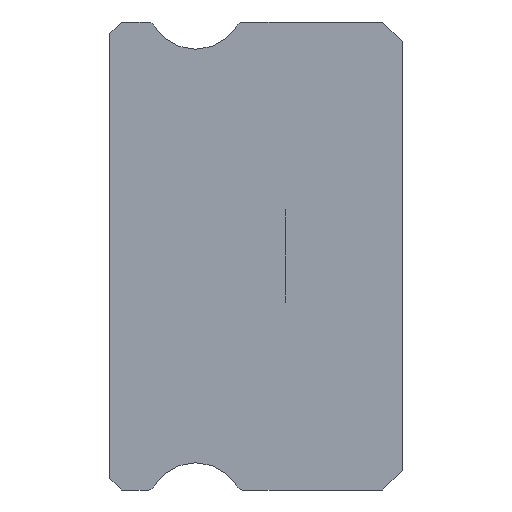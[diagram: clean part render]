
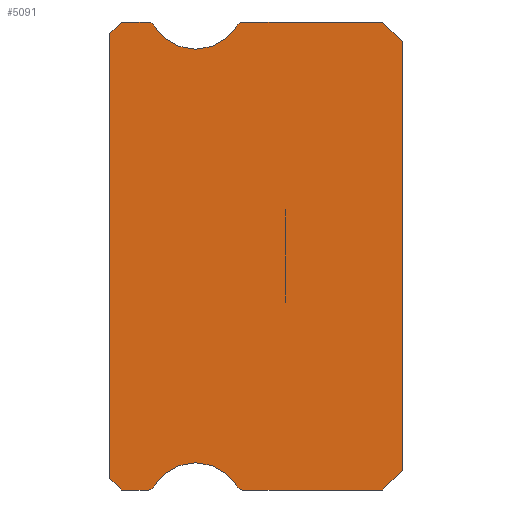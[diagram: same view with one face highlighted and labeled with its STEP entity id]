
A CAD part, left-side view. The second image highlights one B-rep face of the part: STEP entity #5091.
In plain terms, the highlighted planar face has unit normal (-1, 0, 0).
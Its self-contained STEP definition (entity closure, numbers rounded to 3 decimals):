
#48 = DIRECTION ( 'NONE',  ( 0., -1., 0. ) ) ;
#269 = DIRECTION ( 'NONE',  ( 0., 0., -1. ) ) ;
#298 = DIRECTION ( 'NONE',  ( 0., 0., -1. ) ) ;
#359 = AXIS2_PLACEMENT_3D ( 'NONE', #759, #6374, #799 ) ;
#457 = ORIENTED_EDGE ( 'NONE', *, *, #7233, .F. ) ;
#462 = DIRECTION ( 'NONE',  ( 0., 0., 1. ) ) ;
#465 = VERTEX_POINT ( 'NONE', #882 ) ;
#504 = VECTOR ( 'NONE', #7386, 1000. ) ;
#610 = LINE ( 'NONE', #5554, #504 ) ;
#682 = LINE ( 'NONE', #3911, #7027 ) ;
#684 = CIRCLE ( 'NONE', #3817, 1.25 ) ;
#701 = DIRECTION ( 'NONE',  ( 1., 0., 0. ) ) ;
#744 = DIRECTION ( 'NONE',  ( 0., 0., -1. ) ) ;
#759 = CARTESIAN_POINT ( 'NONE',  ( -7.5, 4.088, -5.85 ) ) ;
#769 = LINE ( 'NONE', #808, #6712 ) ;
#780 = ORIENTED_EDGE ( 'NONE', *, *, #2501, .F. ) ;
#799 = DIRECTION ( 'NONE',  ( 0., 0., -1. ) ) ;
#808 = CARTESIAN_POINT ( 'NONE',  ( -7.5, 0., -5.5 ) ) ;
#882 = CARTESIAN_POINT ( 'NONE',  ( -7.5, 0.5, -6. ) ) ;
#921 = LINE ( 'NONE', #6412, #3107 ) ;
#939 = DIRECTION ( 'NONE',  ( 1., 0., 0. ) ) ;
#1033 = VERTEX_POINT ( 'NONE', #3466 ) ;
#1157 = VECTOR ( 'NONE', #4575, 1000. ) ;
#1159 = DIRECTION ( 'NONE',  ( 0., 0., -1. ) ) ;
#1180 = VECTOR ( 'NONE', #1218, 1000. ) ;
#1191 = VERTEX_POINT ( 'NONE', #4641 ) ;
#1218 = DIRECTION ( 'NONE',  ( 0., 0.707, -0.707 ) ) ;
#1419 = CARTESIAN_POINT ( 'NONE',  ( -7.5, 7.5, -5.7 ) ) ;
#1461 = DIRECTION ( 'NONE',  ( 0., -1., 0. ) ) ;
#1493 = DIRECTION ( 'NONE',  ( -1., 0., 0. ) ) ;
#1508 = CARTESIAN_POINT ( 'NONE',  ( -7.5, 0.5, 6. ) ) ;
#1563 = LINE ( 'NONE', #6576, #5824 ) ;
#1644 = ORIENTED_EDGE ( 'NONE', *, *, #4439, .T. ) ;
#1813 = AXIS2_PLACEMENT_3D ( 'NONE', #7757, #2826, #3441 ) ;
#1825 = CARTESIAN_POINT ( 'NONE',  ( -7.5, 6.512, -5.85 ) ) ;
#1842 = CARTESIAN_POINT ( 'NONE',  ( -7.5, 6.383, -5.925 ) ) ;
#2016 = CARTESIAN_POINT ( 'NONE',  ( -7.5, 6.383, 5.925 ) ) ;
#2098 = LINE ( 'NONE', #3354, #1157 ) ;
#2118 = CARTESIAN_POINT ( 'NONE',  ( -7.5, 6.512, 5.85 ) ) ;
#2165 = ORIENTED_EDGE ( 'NONE', *, *, #7569, .F. ) ;
#2434 = VERTEX_POINT ( 'NONE', #2765 ) ;
#2457 = CARTESIAN_POINT ( 'NONE',  ( -7.5, 7.2, -6. ) ) ;
#2478 = VERTEX_POINT ( 'NONE', #1419 ) ;
#2482 = LINE ( 'NONE', #7403, #1180 ) ;
#2501 = EDGE_CURVE ( 'NONE', #3485, #465, #769, .T. ) ;
#2548 = ORIENTED_EDGE ( 'NONE', *, *, #7215, .T. ) ;
#2580 = CIRCLE ( 'NONE', #1813, 0.15 ) ;
#2648 = CIRCLE ( 'NONE', #3822, 1.25 ) ;
#2765 = CARTESIAN_POINT ( 'NONE',  ( -7.5, 4.088, -6. ) ) ;
#2826 = DIRECTION ( 'NONE',  ( 1., 0., 0. ) ) ;
#2918 = LINE ( 'NONE', #8035, #3643 ) ;
#2923 = CARTESIAN_POINT ( 'NONE',  ( -7.5, 0., -5.5 ) ) ;
#3056 = EDGE_CURVE ( 'NONE', #2478, #7664, #1563, .T. ) ;
#3085 = ORIENTED_EDGE ( 'NONE', *, *, #7365, .T. ) ;
#3107 = VECTOR ( 'NONE', #5969, 1000. ) ;
#3212 = VERTEX_POINT ( 'NONE', #1842 ) ;
#3239 = CIRCLE ( 'NONE', #7798, 0.15 ) ;
#3354 = CARTESIAN_POINT ( 'NONE',  ( -7.5, 0.5, 6. ) ) ;
#3369 = DIRECTION ( 'NONE',  ( 0., 0.707, -0.707 ) ) ;
#3375 = AXIS2_PLACEMENT_3D ( 'NONE', #2118, #939, #5910 ) ;
#3386 = FACE_OUTER_BOUND ( 'NONE', #6158, .T. ) ;
#3441 = DIRECTION ( 'NONE',  ( 0., 0., -1. ) ) ;
#3466 = CARTESIAN_POINT ( 'NONE',  ( -7.5, 7.2, 6. ) ) ;
#3485 = VERTEX_POINT ( 'NONE', #2923 ) ;
#3502 = AXIS2_PLACEMENT_3D ( 'NONE', #6006, #5883, #269 ) ;
#3568 = ORIENTED_EDGE ( 'NONE', *, *, #6563, .T. ) ;
#3618 = ORIENTED_EDGE ( 'NONE', *, *, #6035, .T. ) ;
#3643 = VECTOR ( 'NONE', #7274, 1000. ) ;
#3696 = EDGE_CURVE ( 'NONE', #3825, #6125, #7533, .T. ) ;
#3713 = CARTESIAN_POINT ( 'NONE',  ( -7.5, 5.3, -6.55 ) ) ;
#3817 = AXIS2_PLACEMENT_3D ( 'NONE', #4815, #5907, #298 ) ;
#3822 = AXIS2_PLACEMENT_3D ( 'NONE', #3713, #1493, #6301 ) ;
#3825 = VERTEX_POINT ( 'NONE', #7754 ) ;
#3911 = CARTESIAN_POINT ( 'NONE',  ( -7.5, 6.512, 6. ) ) ;
#3925 = LINE ( 'NONE', #3960, #6477 ) ;
#3930 = PLANE ( 'NONE',  #3375 ) ;
#3960 = CARTESIAN_POINT ( 'NONE',  ( -7.5, 6.512, -6. ) ) ;
#4067 = VERTEX_POINT ( 'NONE', #7631 ) ;
#4404 = DIRECTION ( 'NONE',  ( -1., 0., 0. ) ) ;
#4439 = EDGE_CURVE ( 'NONE', #3825, #1033, #610, .T. ) ;
#4575 = DIRECTION ( 'NONE',  ( 0., -0.707, -0.707 ) ) ;
#4641 = CARTESIAN_POINT ( 'NONE',  ( -7.5, 0., 5.5 ) ) ;
#4779 = EDGE_CURVE ( 'NONE', #2434, #5482, #7413, .T. ) ;
#4815 = CARTESIAN_POINT ( 'NONE',  ( -7.5, 5.3, 6.55 ) ) ;
#5091 = ADVANCED_FACE ( 'NONE', ( #3386 ), #3930, .F. ) ;
#5330 = CARTESIAN_POINT ( 'NONE',  ( -7.5, 4.217, -5.925 ) ) ;
#5456 = CARTESIAN_POINT ( 'NONE',  ( -7.5, 4.088, 6. ) ) ;
#5469 = CARTESIAN_POINT ( 'NONE',  ( -7.5, 6.512, -6. ) ) ;
#5482 = VERTEX_POINT ( 'NONE', #5330 ) ;
#5501 = CARTESIAN_POINT ( 'NONE',  ( -7.5, 0., 5.5 ) ) ;
#5554 = CARTESIAN_POINT ( 'NONE',  ( -7.5, 7.2, 6. ) ) ;
#5590 = VERTEX_POINT ( 'NONE', #1508 ) ;
#5629 = CARTESIAN_POINT ( 'NONE',  ( -7.5, 5.3, 6.55 ) ) ;
#5781 = EDGE_CURVE ( 'NONE', #7406, #5590, #682, .T. ) ;
#5824 = VECTOR ( 'NONE', #6533, 1000. ) ;
#5829 = CIRCLE ( 'NONE', #7653, 1.25 ) ;
#5830 = ORIENTED_EDGE ( 'NONE', *, *, #6299, .F. ) ;
#5883 = DIRECTION ( 'NONE',  ( 1., 0., 0. ) ) ;
#5907 = DIRECTION ( 'NONE',  ( -1., 0., 0. ) ) ;
#5910 = DIRECTION ( 'NONE',  ( 0., 0., -1. ) ) ;
#5914 = ORIENTED_EDGE ( 'NONE', *, *, #3696, .F. ) ;
#5969 = DIRECTION ( 'NONE',  ( 0., 1., 0. ) ) ;
#6006 = CARTESIAN_POINT ( 'NONE',  ( -7.5, 6.512, 5.85 ) ) ;
#6035 = EDGE_CURVE ( 'NONE', #1033, #7664, #2482, .T. ) ;
#6061 = LINE ( 'NONE', #5501, #6677 ) ;
#6125 = VERTEX_POINT ( 'NONE', #2016 ) ;
#6158 = EDGE_LOOP ( 'NONE', ( #3618, #7750, #2548, #3568, #457, #6978, #7821, #6396, #780, #3085, #5830, #6673, #7554, #2165, #7093, #5914, #1644 ) ) ;
#6299 = EDGE_CURVE ( 'NONE', #5590, #1191, #2098, .T. ) ;
#6301 = DIRECTION ( 'NONE',  ( 0., 0., -1. ) ) ;
#6325 = EDGE_CURVE ( 'NONE', #7297, #7406, #2580, .T. ) ;
#6374 = DIRECTION ( 'NONE',  ( 1., 0., 0. ) ) ;
#6396 = ORIENTED_EDGE ( 'NONE', *, *, #7127, .F. ) ;
#6412 = CARTESIAN_POINT ( 'NONE',  ( -7.5, 6.512, -6. ) ) ;
#6460 = EDGE_CURVE ( 'NONE', #6125, #4067, #5829, .T. ) ;
#6477 = VECTOR ( 'NONE', #1461, 1000. ) ;
#6504 = VERTEX_POINT ( 'NONE', #2457 ) ;
#6533 = DIRECTION ( 'NONE',  ( 0., 0., 1. ) ) ;
#6563 = EDGE_CURVE ( 'NONE', #6504, #6913, #3925, .T. ) ;
#6576 = CARTESIAN_POINT ( 'NONE',  ( -7.5, 7.5, 5.85 ) ) ;
#6673 = ORIENTED_EDGE ( 'NONE', *, *, #5781, .F. ) ;
#6677 = VECTOR ( 'NONE', #462, 1000. ) ;
#6712 = VECTOR ( 'NONE', #3369, 1000. ) ;
#6844 = CARTESIAN_POINT ( 'NONE',  ( -7.5, 7.5, 5.7 ) ) ;
#6913 = VERTEX_POINT ( 'NONE', #5469 ) ;
#6978 = ORIENTED_EDGE ( 'NONE', *, *, #7697, .F. ) ;
#7027 = VECTOR ( 'NONE', #48, 1000. ) ;
#7093 = ORIENTED_EDGE ( 'NONE', *, *, #6460, .F. ) ;
#7127 = EDGE_CURVE ( 'NONE', #465, #2434, #921, .T. ) ;
#7215 = EDGE_CURVE ( 'NONE', #2478, #6504, #2918, .T. ) ;
#7233 = EDGE_CURVE ( 'NONE', #3212, #6913, #3239, .T. ) ;
#7274 = DIRECTION ( 'NONE',  ( 0., -0.707, -0.707 ) ) ;
#7297 = VERTEX_POINT ( 'NONE', #7874 ) ;
#7365 = EDGE_CURVE ( 'NONE', #3485, #1191, #6061, .T. ) ;
#7386 = DIRECTION ( 'NONE',  ( 0., 1., 0. ) ) ;
#7403 = CARTESIAN_POINT ( 'NONE',  ( -7.5, 7.5, 5.7 ) ) ;
#7406 = VERTEX_POINT ( 'NONE', #5456 ) ;
#7413 = CIRCLE ( 'NONE', #359, 0.15 ) ;
#7533 = CIRCLE ( 'NONE', #3502, 0.15 ) ;
#7554 = ORIENTED_EDGE ( 'NONE', *, *, #6325, .F. ) ;
#7569 = EDGE_CURVE ( 'NONE', #4067, #7297, #684, .T. ) ;
#7631 = CARTESIAN_POINT ( 'NONE',  ( -7.5, 5.3, 5.3 ) ) ;
#7653 = AXIS2_PLACEMENT_3D ( 'NONE', #5629, #4404, #1159 ) ;
#7664 = VERTEX_POINT ( 'NONE', #6844 ) ;
#7697 = EDGE_CURVE ( 'NONE', #5482, #3212, #2648, .T. ) ;
#7750 = ORIENTED_EDGE ( 'NONE', *, *, #3056, .F. ) ;
#7754 = CARTESIAN_POINT ( 'NONE',  ( -7.5, 6.512, 6. ) ) ;
#7757 = CARTESIAN_POINT ( 'NONE',  ( -7.5, 4.088, 5.85 ) ) ;
#7798 = AXIS2_PLACEMENT_3D ( 'NONE', #1825, #701, #744 ) ;
#7821 = ORIENTED_EDGE ( 'NONE', *, *, #4779, .F. ) ;
#7874 = CARTESIAN_POINT ( 'NONE',  ( -7.5, 4.217, 5.925 ) ) ;
#8035 = CARTESIAN_POINT ( 'NONE',  ( -7.5, 7.2, -6. ) ) ;
